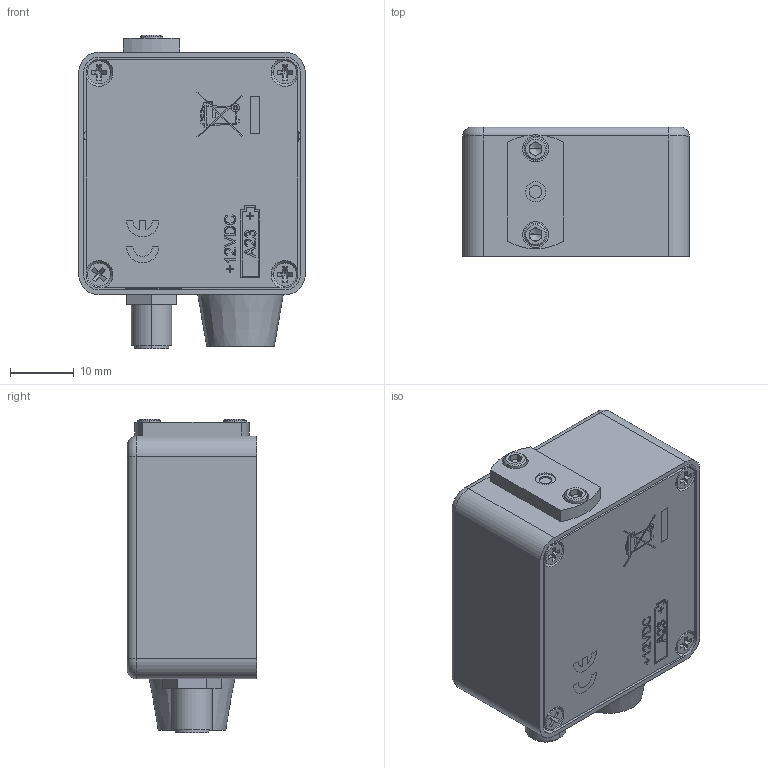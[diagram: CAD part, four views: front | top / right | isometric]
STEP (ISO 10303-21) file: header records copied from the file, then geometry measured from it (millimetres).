
FILE_DESCRIPTION (( 'STEP AP214' ), '1' );
FILE_NAME ('TTN020104.STEP', '2013-11-13T14:15:56', ( 'admin' ), ( '' ), 'SwSTEP 2.0', 'SolidWorks 2012', '' );
FILE_SCHEMA (( 'AUTOMOTIVE_DESIGN' ));
Length unit declared in the file: inch
Products named in the file (12): PCB 002; PCB 001; OSI PD; Nut; SMA Edge Mount Adapter; socket head cap screw_ai_HX-SHCS 0.086-56x0.188x0.188-N; flat head 100 screw_ai_CR-FHM1 0.086-64x0.188x0.188-N; Window - Lens Adapter; DET Rear Cover Plate_With DET Engraving; Battery Cap; DET08C Housing_DET02AFC Engraving; TTN020104
Assembly tree (15 placements, depth 2):
  TTN020104
    DET08C Housing_DET02AFC Engraving
    Battery Cap
    DET Rear Cover Plate_With DET Engraving
    Window - Lens Adapter
    flat head 100 screw_ai_CR-FHM1 0.086-64x0.188x0.188-N  x4
    socket head cap screw_ai_HX-SHCS 0.086-56x0.188x0.188-N  x2
    SMA Edge Mount Adapter
    Nut
    OSI PD
    PCB 001
    PCB 002
Bounding box: 35.56 x 20.32 x 49.3 mm (x, y, z)
Volume: 17995.4 mm3; surface area: 14836.2 mm2
Topology: 15 solids, 15 shells, 1703 faces, 4418 edges, 2897 vertices
Faces by surface type: plane 1000, bspline 470, cylinder 179, cone 42, torus 12
Entity records: 89774 total; most frequent: CARTESIAN_POINT 35679, ORIENTED_EDGE 8444, DIRECTION 5962, EDGE_CURVE 4222, LINE 2900, VECTOR 2900, VERTEX_POINT 2792, EDGE_LOOP 1800
